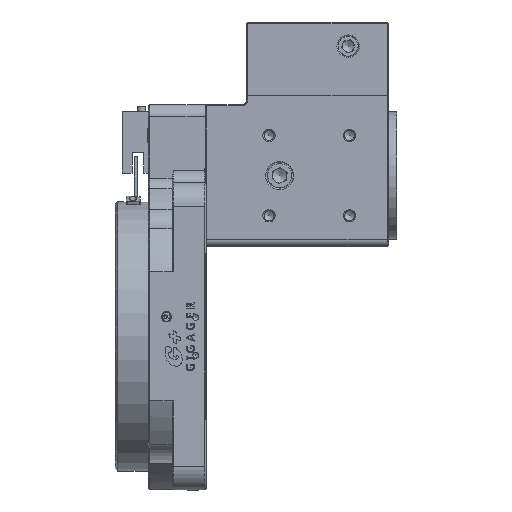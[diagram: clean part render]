
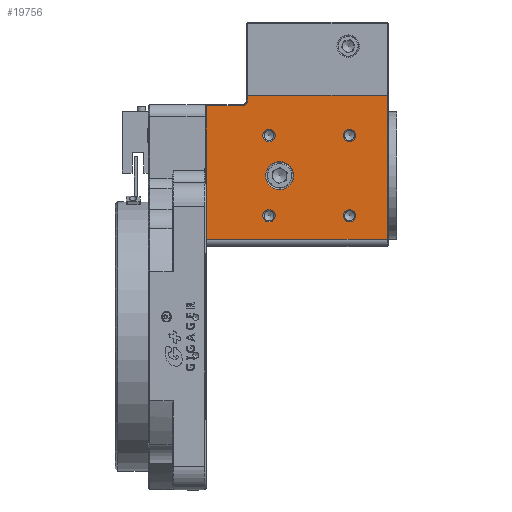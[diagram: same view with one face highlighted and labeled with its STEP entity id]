
A CAD part, left-side view. The second image highlights one B-rep face of the part: STEP entity #19756.
In plain terms, the highlighted planar face has unit normal (-1, 0, 0).
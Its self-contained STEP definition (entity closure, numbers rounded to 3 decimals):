
#175 = EDGE_CURVE ( 'NONE', #35037, #35037, #20818, .T. ) ;
#335 = CIRCLE ( 'NONE', #20858, 2.6 ) ;
#1141 = CIRCLE ( 'NONE', #21691, 2.5 ) ;
#1217 = DIRECTION ( 'NONE',  ( 0., 0., -1. ) ) ;
#1229 = DIRECTION ( 'NONE',  ( 1., 0., 0. ) ) ;
#1259 = CARTESIAN_POINT ( 'NONE',  ( -30., -15., 41. ) ) ;
#1262 = PLANE ( 'NONE',  #9613 ) ;
#1292 = FACE_BOUND ( 'NONE', #5970, .T. ) ;
#1301 = FACE_BOUND ( 'NONE', #7608, .T. ) ;
#1306 = FACE_BOUND ( 'NONE', #8691, .T. ) ;
#1334 = FACE_BOUND ( 'NONE', #11880, .T. ) ;
#1336 = FACE_OUTER_BOUND ( 'NONE', #12478, .T. ) ;
#1376 = FACE_BOUND ( 'NONE', #21555, .T. ) ;
#1768 = EDGE_CURVE ( 'NONE', #21031, #16987, #22955, .T. ) ;
#2036 = VECTOR ( 'NONE', #19737, 1000. ) ;
#2862 = VECTOR ( 'NONE', #6757, 1000. ) ;
#3139 = DIRECTION ( 'NONE',  ( 0., 0., -1. ) ) ;
#3176 = DIRECTION ( 'NONE',  ( 1., 0., 0. ) ) ;
#3181 = CARTESIAN_POINT ( 'NONE',  ( -30., -27., 51. ) ) ;
#3440 = AXIS2_PLACEMENT_3D ( 'NONE', #15998, #15994, #15959 ) ;
#3808 = DIRECTION ( 'NONE',  ( 0., -1., 0. ) ) ;
#3815 = CARTESIAN_POINT ( 'NONE',  ( -30., -15., 41. ) ) ;
#3849 = LINE ( 'NONE', #3815, #25127 ) ;
#4062 = VECTOR ( 'NONE', #22912, 1000. ) ;
#4867 = AXIS2_PLACEMENT_3D ( 'NONE', #3181, #3176, #3139 ) ;
#5970 = EDGE_LOOP ( 'NONE', ( #23136 ) ) ;
#6084 = EDGE_CURVE ( 'NONE', #31732, #31732, #19271, .T. ) ;
#6656 = CARTESIAN_POINT ( 'NONE',  ( -30., -18., 102. ) ) ;
#6757 = DIRECTION ( 'NONE',  ( 0., 1., 0. ) ) ;
#6761 = CARTESIAN_POINT ( 'NONE',  ( -30., -15., 97.5 ) ) ;
#6765 = LINE ( 'NONE', #6761, #2862 ) ;
#6769 = CARTESIAN_POINT ( 'NONE',  ( -30., -0.5, 41. ) ) ;
#7608 = EDGE_LOOP ( 'NONE', ( #22998 ) ) ;
#8691 = EDGE_LOOP ( 'NONE', ( #22958 ) ) ;
#9539 = CIRCLE ( 'NONE', #30493, 2.6 ) ;
#9613 = AXIS2_PLACEMENT_3D ( 'NONE', #1259, #1229, #1217 ) ;
#10196 = EDGE_CURVE ( 'NONE', #28425, #31449, #6765, .T. ) ;
#10895 = AXIS2_PLACEMENT_3D ( 'NONE', #18901, #18897, #18892 ) ;
#11587 = CARTESIAN_POINT ( 'NONE',  ( -30., -10.101, 97.5 ) ) ;
#11641 = CARTESIAN_POINT ( 'NONE',  ( -30., -18., 100. ) ) ;
#11880 = EDGE_LOOP ( 'NONE', ( #22859 ) ) ;
#12033 = EDGE_CURVE ( 'NONE', #26779, #28425, #19475, .T. ) ;
#12478 = EDGE_LOOP ( 'NONE', ( #22152, #22159, #22387, #22430, #22476, #22619, #22671, #22809 ) ) ;
#14612 = EDGE_CURVE ( 'NONE', #22485, #25253, #25473, .T. ) ;
#15180 = EDGE_CURVE ( 'NONE', #27543, #27543, #27113, .T. ) ;
#15235 = EDGE_CURVE ( 'NONE', #25253, #26779, #1141, .T. ) ;
#15883 = DIRECTION ( 'NONE',  ( 0., -1., 0. ) ) ;
#15889 = CARTESIAN_POINT ( 'NONE',  ( -30., -15., 102. ) ) ;
#15931 = LINE ( 'NONE', #15889, #35419 ) ;
#15959 = DIRECTION ( 'NONE',  ( 0., 0., -1. ) ) ;
#15994 = DIRECTION ( 'NONE',  ( 1., 0., 0. ) ) ;
#15998 = CARTESIAN_POINT ( 'NONE',  ( -30., -27., 85. ) ) ;
#16987 = VERTEX_POINT ( 'NONE', #35047 ) ;
#17165 = DIRECTION ( 'NONE',  ( 0., 0., -1. ) ) ;
#17172 = DIRECTION ( 'NONE',  ( 1., 0., 0. ) ) ;
#17215 = CARTESIAN_POINT ( 'NONE',  ( -30., -15.5, 100. ) ) ;
#17376 = CARTESIAN_POINT ( 'NONE',  ( -30., -0.5, 97.5 ) ) ;
#18892 = DIRECTION ( 'NONE',  ( 0., 0., -1. ) ) ;
#18897 = DIRECTION ( 'NONE',  ( 1., 0., 0. ) ) ;
#18901 = CARTESIAN_POINT ( 'NONE',  ( -30., -31.5, 68. ) ) ;
#19271 = CIRCLE ( 'NONE', #3440, 2.6 ) ;
#19434 = DIRECTION ( 'NONE',  ( 0., 1., 0. ) ) ;
#19468 = CARTESIAN_POINT ( 'NONE',  ( -30., -15., 97.5 ) ) ;
#19474 = EDGE_CURVE ( 'NONE', #32371, #21031, #3849, .T. ) ;
#19475 = LINE ( 'NONE', #19468, #26443 ) ;
#19737 = DIRECTION ( 'NONE',  ( 0., 0., -1. ) ) ;
#19747 = CARTESIAN_POINT ( 'NONE',  ( -30., -0.5, 41. ) ) ;
#19756 = ADVANCED_FACE ( 'NONE', ( #1376, #1336, #1334, #1306, #1301, #1292 ), #1262, .F. ) ;
#19778 = LINE ( 'NONE', #19747, #2036 ) ;
#20407 = CARTESIAN_POINT ( 'NONE',  ( -30., -61., 48.4 ) ) ;
#20443 = VERTEX_POINT ( 'NONE', #20407 ) ;
#20450 = CARTESIAN_POINT ( 'NONE',  ( -30., -61., 82.4 ) ) ;
#20456 = VERTEX_POINT ( 'NONE', #20450 ) ;
#20818 = CIRCLE ( 'NONE', #4867, 2.6 ) ;
#20858 = AXIS2_PLACEMENT_3D ( 'NONE', #33598, #33592, #33548 ) ;
#21031 = VERTEX_POINT ( 'NONE', #24288 ) ;
#21555 = EDGE_LOOP ( 'NONE', ( #21964 ) ) ;
#21691 = AXIS2_PLACEMENT_3D ( 'NONE', #17215, #17172, #17165 ) ;
#21964 = ORIENTED_EDGE ( 'NONE', *, *, #15180, .T. ) ;
#22152 = ORIENTED_EDGE ( 'NONE', *, *, #28051, .F. ) ;
#22159 = ORIENTED_EDGE ( 'NONE', *, *, #14612, .T. ) ;
#22387 = ORIENTED_EDGE ( 'NONE', *, *, #15235, .T. ) ;
#22430 = ORIENTED_EDGE ( 'NONE', *, *, #12033, .T. ) ;
#22476 = ORIENTED_EDGE ( 'NONE', *, *, #10196, .T. ) ;
#22485 = VERTEX_POINT ( 'NONE', #6656 ) ;
#22619 = ORIENTED_EDGE ( 'NONE', *, *, #34686, .T. ) ;
#22671 = ORIENTED_EDGE ( 'NONE', *, *, #19474, .T. ) ;
#22809 = ORIENTED_EDGE ( 'NONE', *, *, #1768, .T. ) ;
#22859 = ORIENTED_EDGE ( 'NONE', *, *, #175, .T. ) ;
#22912 = DIRECTION ( 'NONE',  ( 0., 0., 1. ) ) ;
#22944 = CARTESIAN_POINT ( 'NONE',  ( -30., -77., 41. ) ) ;
#22955 = LINE ( 'NONE', #22944, #4062 ) ;
#22958 = ORIENTED_EDGE ( 'NONE', *, *, #26376, .T. ) ;
#22998 = ORIENTED_EDGE ( 'NONE', *, *, #26369, .T. ) ;
#23136 = ORIENTED_EDGE ( 'NONE', *, *, #6084, .T. ) ;
#24288 = CARTESIAN_POINT ( 'NONE',  ( -30., -77., 41. ) ) ;
#25127 = VECTOR ( 'NONE', #3808, 1000. ) ;
#25253 = VERTEX_POINT ( 'NONE', #11641 ) ;
#25420 = DIRECTION ( 'NONE',  ( 0., 0., -1. ) ) ;
#25438 = CARTESIAN_POINT ( 'NONE',  ( -30., -18., 41. ) ) ;
#25473 = LINE ( 'NONE', #25438, #28490 ) ;
#26369 = EDGE_CURVE ( 'NONE', #20456, #20456, #335, .T. ) ;
#26376 = EDGE_CURVE ( 'NONE', #20443, #20443, #9539, .T. ) ;
#26443 = VECTOR ( 'NONE', #19434, 1000. ) ;
#26779 = VERTEX_POINT ( 'NONE', #29468 ) ;
#27113 = CIRCLE ( 'NONE', #10895, 5.9 ) ;
#27538 = CARTESIAN_POINT ( 'NONE',  ( -30., -31.5, 62.1 ) ) ;
#27543 = VERTEX_POINT ( 'NONE', #27538 ) ;
#28051 = EDGE_CURVE ( 'NONE', #22485, #16987, #15931, .T. ) ;
#28425 = VERTEX_POINT ( 'NONE', #11587 ) ;
#28490 = VECTOR ( 'NONE', #25420, 1000. ) ;
#29468 = CARTESIAN_POINT ( 'NONE',  ( -30., -15.5, 97.5 ) ) ;
#30493 = AXIS2_PLACEMENT_3D ( 'NONE', #33455, #33450, #33412 ) ;
#31449 = VERTEX_POINT ( 'NONE', #17376 ) ;
#31696 = CARTESIAN_POINT ( 'NONE',  ( -30., -27., 82.4 ) ) ;
#31732 = VERTEX_POINT ( 'NONE', #31696 ) ;
#32371 = VERTEX_POINT ( 'NONE', #6769 ) ;
#33412 = DIRECTION ( 'NONE',  ( 0., 0., -1. ) ) ;
#33450 = DIRECTION ( 'NONE',  ( 1., 0., 0. ) ) ;
#33455 = CARTESIAN_POINT ( 'NONE',  ( -30., -61., 51. ) ) ;
#33548 = DIRECTION ( 'NONE',  ( 0., 0., -1. ) ) ;
#33592 = DIRECTION ( 'NONE',  ( 1., 0., 0. ) ) ;
#33598 = CARTESIAN_POINT ( 'NONE',  ( -30., -61., 85. ) ) ;
#34686 = EDGE_CURVE ( 'NONE', #31449, #32371, #19778, .T. ) ;
#35031 = CARTESIAN_POINT ( 'NONE',  ( -30., -27., 48.4 ) ) ;
#35037 = VERTEX_POINT ( 'NONE', #35031 ) ;
#35047 = CARTESIAN_POINT ( 'NONE',  ( -30., -77., 102. ) ) ;
#35419 = VECTOR ( 'NONE', #15883, 1000. ) ;
